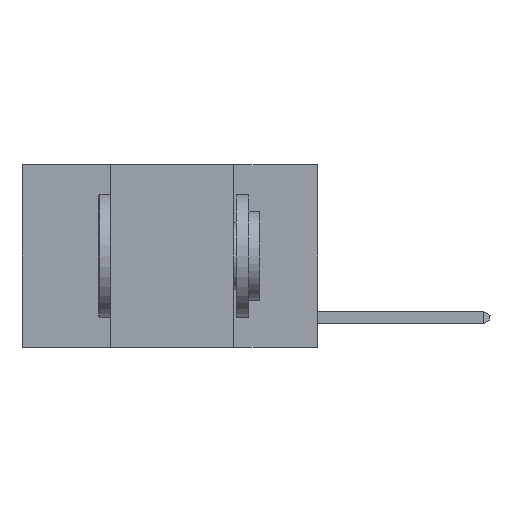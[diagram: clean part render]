
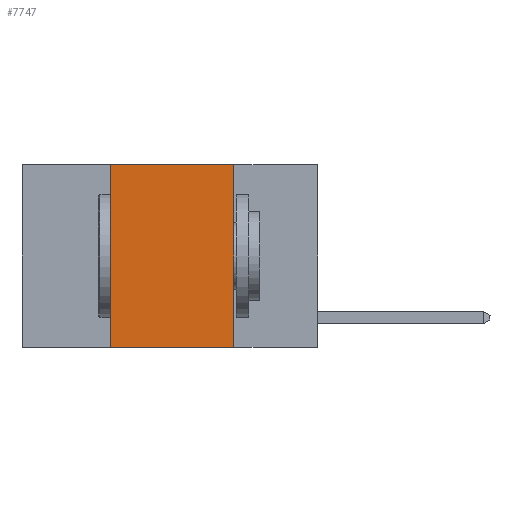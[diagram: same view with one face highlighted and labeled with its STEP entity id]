
A CAD part, left-side view. The second image highlights one B-rep face of the part: STEP entity #7747.
In plain terms, the highlighted planar face has unit normal (-1, 0, 0).
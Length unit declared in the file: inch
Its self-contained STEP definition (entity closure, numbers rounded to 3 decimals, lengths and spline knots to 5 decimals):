
#2 = CARTESIAN_POINT ( 'NONE',  ( 0., 0.42, -0.37 ) ) ;
#420 = ORIENTED_EDGE ( 'NONE', *, *, #7774, .F. ) ;
#584 = EDGE_CURVE ( 'NONE', #19039, #6321, #21435, .T. ) ;
#1056 = LINE ( 'NONE', #7535, #6310 ) ;
#1339 = PLANE ( 'NONE',  #10473 ) ;
#1347 = LINE ( 'NONE', #14953, #8768 ) ;
#2054 = VECTOR ( 'NONE', #15075, 39.37008 ) ;
#3479 = CARTESIAN_POINT ( 'NONE',  ( 0., 0.6, 0. ) ) ;
#4095 = CARTESIAN_POINT ( 'NONE',  ( 0., 0.17, 0. ) ) ;
#6284 = DIRECTION ( 'NONE',  ( 0., 0., -1. ) ) ;
#6310 = VECTOR ( 'NONE', #11460, 39.37008 ) ;
#6321 = VERTEX_POINT ( 'NONE', #20014 ) ;
#7535 = CARTESIAN_POINT ( 'NONE',  ( 0., 0.6, -0.37 ) ) ;
#7747 = ADVANCED_FACE ( 'NONE', ( #10638 ), #1339, .F. ) ;
#7774 = EDGE_CURVE ( 'NONE', #13536, #25325, #1347, .T. ) ;
#7941 = LINE ( 'NONE', #13145, #2054 ) ;
#8768 = VECTOR ( 'NONE', #19068, 39.37008 ) ;
#9344 = DIRECTION ( 'NONE',  ( 0., 0., -1. ) ) ;
#9345 = ORIENTED_EDGE ( 'NONE', *, *, #15622, .F. ) ;
#10473 = AXIS2_PLACEMENT_3D ( 'NONE', #3479, #16956, #9344 ) ;
#10638 = FACE_OUTER_BOUND ( 'NONE', #14110, .T. ) ;
#11460 = DIRECTION ( 'NONE',  ( 0., -1., 0. ) ) ;
#13145 = CARTESIAN_POINT ( 'NONE',  ( 0., 0.6, 0. ) ) ;
#13536 = VERTEX_POINT ( 'NONE', #2 ) ;
#14110 = EDGE_LOOP ( 'NONE', ( #19110, #9345, #420, #19426 ) ) ;
#14953 = CARTESIAN_POINT ( 'NONE',  ( 0., 0.42, 0. ) ) ;
#15075 = DIRECTION ( 'NONE',  ( 0., -1., 0. ) ) ;
#15622 = EDGE_CURVE ( 'NONE', #25325, #19039, #7941, .T. ) ;
#16956 = DIRECTION ( 'NONE',  ( 1., 0., 0. ) ) ;
#17752 = EDGE_CURVE ( 'NONE', #13536, #6321, #1056, .T. ) ;
#19039 = VERTEX_POINT ( 'NONE', #21428 ) ;
#19068 = DIRECTION ( 'NONE',  ( 0., 0., 1. ) ) ;
#19110 = ORIENTED_EDGE ( 'NONE', *, *, #584, .F. ) ;
#19426 = ORIENTED_EDGE ( 'NONE', *, *, #17752, .T. ) ;
#20014 = CARTESIAN_POINT ( 'NONE',  ( 0., 0.17, -0.37 ) ) ;
#20231 = VECTOR ( 'NONE', #6284, 39.37008 ) ;
#21428 = CARTESIAN_POINT ( 'NONE',  ( 0., 0.17, 0. ) ) ;
#21435 = LINE ( 'NONE', #4095, #20231 ) ;
#25216 = CARTESIAN_POINT ( 'NONE',  ( 0., 0.42, 0. ) ) ;
#25325 = VERTEX_POINT ( 'NONE', #25216 ) ;
